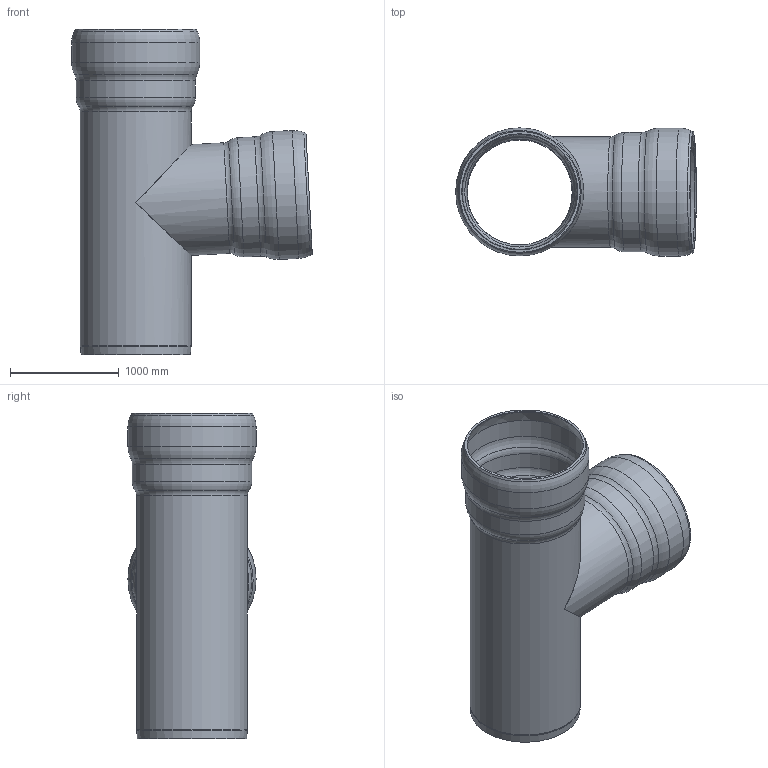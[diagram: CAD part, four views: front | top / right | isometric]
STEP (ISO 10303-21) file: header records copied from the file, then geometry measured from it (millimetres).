
FILE_DESCRIPTION(/* description */ (''),/* implementation_level */ '2;1');
FILE_NAME(/* name */ '00200.DD0X_3D.stp',/* time_stamp */ '2024-12-11T11:52:10+01:00',/* author */ ('CAD'),/* organization */ (''),/* preprocessor_version */ 'ST-DEVELOPER v20',/* originating_system */ 'AutoCAD Mechanical',/* authorisation */ '');
FILE_SCHEMA (('AUTOMOTIVE_DESIGN { 1 0 10303 214 3 1 1 }'));
Length unit declared in the file: centimetre
Products named in the file (2): Product; *S0
Assembly tree (1 placements, depth 2):
  Product
    *S0
Bounding box: 2216.96 x 1180 x 3000 mm (x, y, z)
Volume: 263300654.9 mm3; surface area: 26626935.7 mm2
Topology: 2 solids, 2 shells, 49 faces, 134 edges, 86 vertices
Faces by surface type: torus 22, cone 10, cylinder 8, plane 7, bspline 2
Full cylindrical faces by diameter (mm): 980 x2, 1020 x2, 1060 x2, 1100 x2
Entity records: 1716 total; most frequent: DIRECTION 344, CARTESIAN_POINT 324, ORIENTED_EDGE 268, AXIS2_PLACEMENT_3D 160, EDGE_CURVE 134, CIRCLE 96, VERTEX_POINT 86, EDGE_LOOP 52
